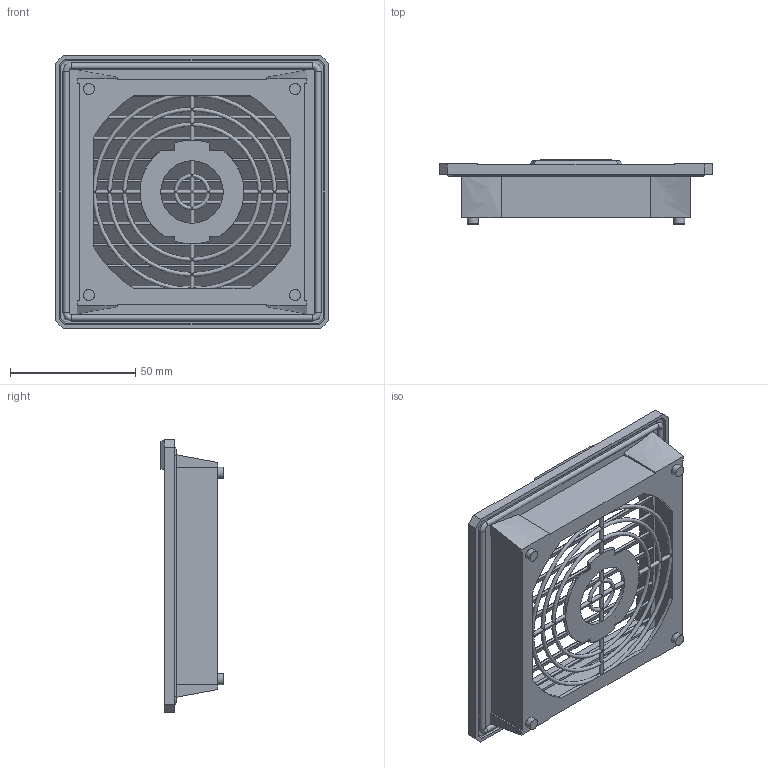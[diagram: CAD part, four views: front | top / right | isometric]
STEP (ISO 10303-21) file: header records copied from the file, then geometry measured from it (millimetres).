
FILE_DESCRIPTION (( 'STEP AP214' ), '1' );
FILE_NAME ('30162-972_PFA 10000_PDG.STEP', '2020-03-25T15:21:20', ( '' ), ( '' ), 'SwSTEP 2.0', 'SolidWorks 2018', '' );
FILE_SCHEMA (( 'AUTOMOTIVE_DESIGN' ));
Length unit declared in the file: millimetre
Products named in the file (4): housing PF1x; 30162-972_PFA 10000_PDG; Logo Clip PFANNENBERG; cover PF1x
Assembly tree (3 placements, depth 2):
  30162-972_PFA 10000_PDG
    housing PF1x
    cover PF1x
    Logo Clip PFANNENBERG
Bounding box: 109 x 25.5 x 109 mm (x, y, z)
Volume: 46995.2 mm3; surface area: 69548.5 mm2
Topology: 3 solids, 3 shells, 1123 faces, 3059 edges, 1952 vertices
Faces by surface type: plane 591, cylinder 272, bspline 238, torus 20, cone 2
Full cylindrical faces by diameter (mm): 1.5 x20, 2 x2, 4.427 x4
Entity records: 47127 total; most frequent: CARTESIAN_POINT 20882, ORIENTED_EDGE 6022, DIRECTION 4309, EDGE_CURVE 3011, VERTEX_POINT 1948, VECTOR 1735, LINE 1735, AXIS2_PLACEMENT_3D 1287
